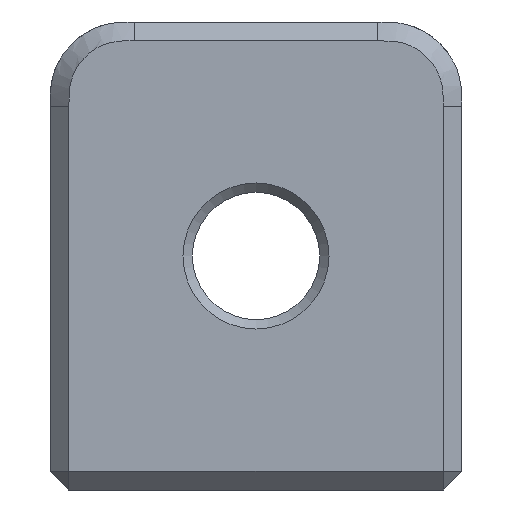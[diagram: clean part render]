
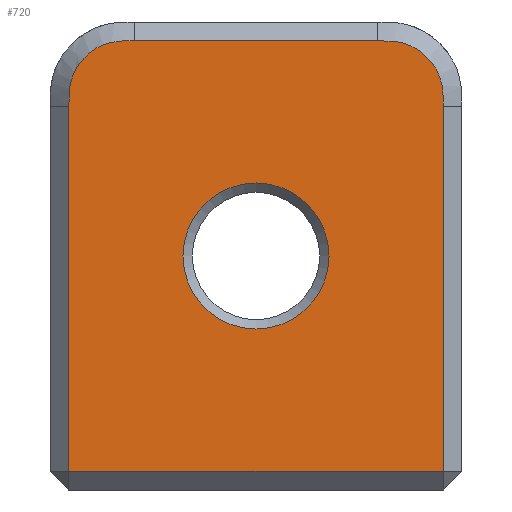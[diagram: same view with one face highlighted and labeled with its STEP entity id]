
A CAD part, front view. The second image highlights one B-rep face of the part: STEP entity #720.
In plain terms, the highlighted planar face has unit normal (0, -1, 0).
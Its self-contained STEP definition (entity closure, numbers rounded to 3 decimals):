
#61=FACE_BOUND('',#161,.T.);
#65=B_SPLINE_CURVE_WITH_KNOTS('',3,(#1024,#1025,#1026,#1027,#1028,#1029,
#1030,#1031,#1032,#1033,#1034),.UNSPECIFIED.,.F.,.F.,(4,2,1,1,1,2,4),(0.,
0.164,0.298,0.365,0.432,
0.499,0.612),.UNSPECIFIED.);
#66=B_SPLINE_CURVE_WITH_KNOTS('',3,(#1042,#1043,#1044,#1045,#1046,#1047,
#1048,#1049,#1050,#1051,#1052,#1053),.UNSPECIFIED.,.F.,.F.,(4,1,1,1,1,2,
1,1,4),(0.,0.081,0.162,0.242,0.323,
0.404,0.425,0.508,0.612),
 .UNSPECIFIED.);
#92=PLANE('',#786);
#111=FACE_OUTER_BOUND('',#160,.T.);
#160=EDGE_LOOP('',(#504,#505,#506,#507,#508,#509));
#161=EDGE_LOOP('',(#510));
#213=LINE('',#1036,#264);
#214=LINE('',#1038,#265);
#215=LINE('',#1040,#266);
#216=LINE('',#1054,#267);
#264=VECTOR('',#854,10.);
#265=VECTOR('',#855,10.);
#266=VECTOR('',#856,10.);
#267=VECTOR('',#857,10.);
#314=CIRCLE('',#783,3.9);
#328=VERTEX_POINT('',#1014);
#331=VERTEX_POINT('',#1022);
#332=VERTEX_POINT('',#1023);
#333=VERTEX_POINT('',#1035);
#334=VERTEX_POINT('',#1037);
#335=VERTEX_POINT('',#1039);
#336=VERTEX_POINT('',#1041);
#390=EDGE_CURVE('',#328,#328,#314,.T.);
#394=EDGE_CURVE('',#331,#332,#65,.T.);
#395=EDGE_CURVE('',#333,#331,#213,.T.);
#396=EDGE_CURVE('',#334,#333,#214,.T.);
#397=EDGE_CURVE('',#335,#334,#215,.T.);
#398=EDGE_CURVE('',#336,#335,#66,.T.);
#399=EDGE_CURVE('',#332,#336,#216,.T.);
#504=ORIENTED_EDGE('',*,*,#394,.F.);
#505=ORIENTED_EDGE('',*,*,#395,.F.);
#506=ORIENTED_EDGE('',*,*,#396,.F.);
#507=ORIENTED_EDGE('',*,*,#397,.F.);
#508=ORIENTED_EDGE('',*,*,#398,.F.);
#509=ORIENTED_EDGE('',*,*,#399,.F.);
#510=ORIENTED_EDGE('',*,*,#390,.F.);
#720=ADVANCED_FACE('',(#111,#61),#92,.T.);
#783=AXIS2_PLACEMENT_3D('',#1015,#845,#846);
#786=AXIS2_PLACEMENT_3D('',#1021,#852,#853);
#845=DIRECTION('center_axis',(0.,-1.,0.));
#846=DIRECTION('ref_axis',(-1.,0.,0.));
#852=DIRECTION('center_axis',(0.,-1.,0.));
#853=DIRECTION('ref_axis',(0.,0.,-1.));
#854=DIRECTION('',(0.,0.,1.));
#855=DIRECTION('',(-1.,0.,0.));
#856=DIRECTION('',(0.,0.,-1.));
#857=DIRECTION('',(1.,0.,0.));
#1014=CARTESIAN_POINT('',(3.9,0.,12.5));
#1015=CARTESIAN_POINT('Origin',(0.,0.,12.5));
#1021=CARTESIAN_POINT('Origin',(0.,0.,0.));
#1022=CARTESIAN_POINT('',(-10.,0.,20.5));
#1023=CARTESIAN_POINT('',(-6.5,0.,24.));
#1024=CARTESIAN_POINT('Ctrl Pts',(-10.,0.,20.5));
#1025=CARTESIAN_POINT('Ctrl Pts',(-10.,0.,21.047));
#1026=CARTESIAN_POINT('Ctrl Pts',(-9.993,0.,21.503));
#1027=CARTESIAN_POINT('Ctrl Pts',(-9.732,0.,22.331));
#1028=CARTESIAN_POINT('Ctrl Pts',(-9.454,0.,22.829));
#1029=CARTESIAN_POINT('Ctrl Pts',(-8.781,0.,23.467));
#1030=CARTESIAN_POINT('Ctrl Pts',(-8.116,0.,23.828));
#1031=CARTESIAN_POINT('Ctrl Pts',(-7.725,0.,23.916));
#1032=CARTESIAN_POINT('Ctrl Pts',(-7.217,0.,23.997));
#1033=CARTESIAN_POINT('Ctrl Pts',(-6.882,0.,24.));
#1034=CARTESIAN_POINT('Ctrl Pts',(-6.5,0.,24.));
#1035=CARTESIAN_POINT('',(-10.,0.,1.));
#1036=CARTESIAN_POINT('',(-10.,0.,4.84));
#1037=CARTESIAN_POINT('',(10.,0.,1.));
#1038=CARTESIAN_POINT('',(0.,0.,1.));
#1039=CARTESIAN_POINT('',(10.,0.,20.5));
#1040=CARTESIAN_POINT('',(10.,0.,4.84));
#1041=CARTESIAN_POINT('',(6.5,0.,24.));
#1042=CARTESIAN_POINT('Ctrl Pts',(6.5,0.,24.));
#1043=CARTESIAN_POINT('Ctrl Pts',(6.769,0.,24.));
#1044=CARTESIAN_POINT('Ctrl Pts',(7.261,0.,23.999));
#1045=CARTESIAN_POINT('Ctrl Pts',(7.945,0.,23.885));
#1046=CARTESIAN_POINT('Ctrl Pts',(8.588,0.,23.593));
#1047=CARTESIAN_POINT('Ctrl Pts',(9.174,0.,23.127));
#1048=CARTESIAN_POINT('Ctrl Pts',(9.536,0.,22.652));
#1049=CARTESIAN_POINT('Ctrl Pts',(9.706,0.,22.323));
#1050=CARTESIAN_POINT('Ctrl Pts',(9.86,0.,21.987));
#1051=CARTESIAN_POINT('Ctrl Pts',(9.996,0.,21.402));
#1052=CARTESIAN_POINT('Ctrl Pts',(10.,0.,20.85));
#1053=CARTESIAN_POINT('Ctrl Pts',(10.,0.,20.5));
#1054=CARTESIAN_POINT('',(0.,0.,24.));
